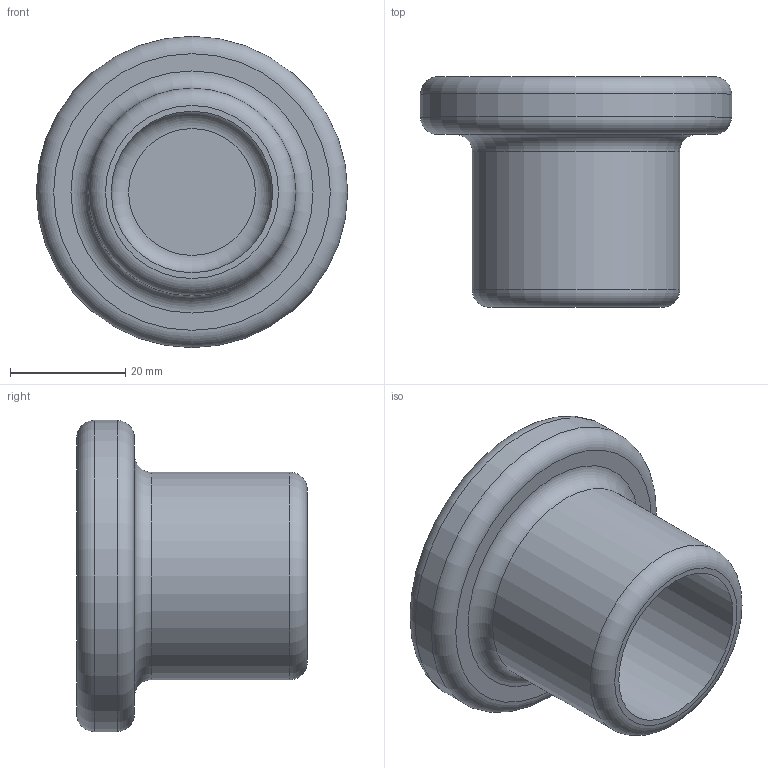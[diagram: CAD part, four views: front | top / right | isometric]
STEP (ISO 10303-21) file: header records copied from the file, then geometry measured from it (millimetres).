
FILE_DESCRIPTION (( 'STEP AP214' ), '1' );
FILE_NAME ('Part8. Socket.STEP', '2025-04-01T15:54:19', ( '' ), ( '' ), 'SwSTEP 2.0', 'SolidWorks 2025', '' );
FILE_SCHEMA (( 'AUTOMOTIVE_DESIGN' ));
Length unit declared in the file: millimetre
Products named in the file (1): Part8. Socket
Bounding box: 54 x 40 x 54 mm (x, y, z)
Volume: 34504.9 mm3; surface area: 11455.4 mm2
Topology: 1 solids, 1 shells, 12 faces, 21 edges, 13 vertices
Faces by surface type: torus 5, plane 4, cylinder 3
Full cylindrical faces by diameter (mm): 28 x1, 36 x1, 54 x1
Entity records: 257 total; most frequent: DIRECTION 48, CARTESIAN_POINT 35, AXIS2_PLACEMENT_3D 24, ORIENTED_EDGE 22, EDGE_LOOP 22, FACE_OUTER_BOUND 20, ADVANCED_FACE 12, EDGE_CURVE 11
